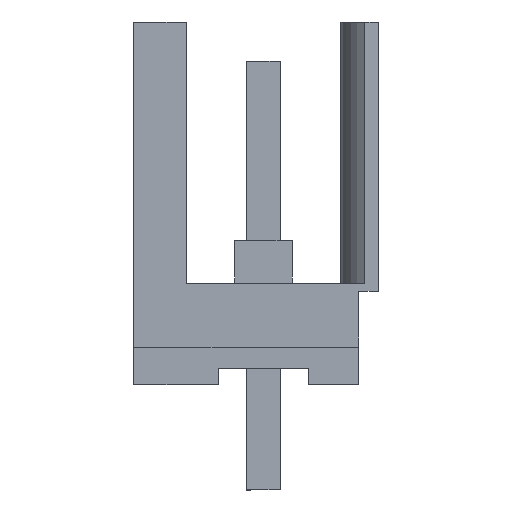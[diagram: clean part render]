
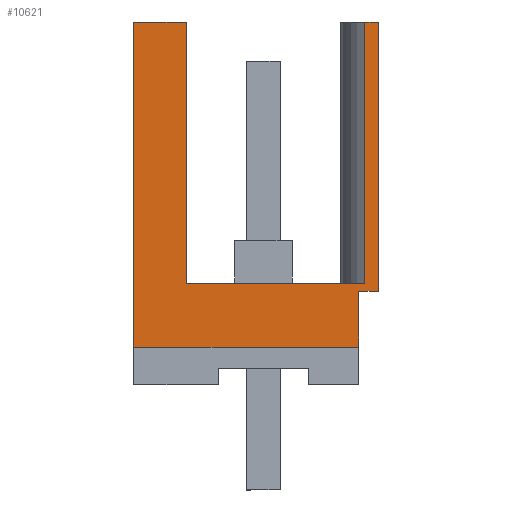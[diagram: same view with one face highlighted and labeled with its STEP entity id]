
A CAD part, left-side view. The second image highlights one B-rep face of the part: STEP entity #10621.
In plain terms, the highlighted planar face has unit normal (-1, 0, 0).
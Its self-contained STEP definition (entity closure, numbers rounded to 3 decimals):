
#10560=AXIS2_PLACEMENT_3D('Plane Axis2P3D',#10557,#10558,#10559) ;
#1797=CARTESIAN_POINT('Vertex',(0.,7.45,4.35)) ;
#1800=CARTESIAN_POINT('Line Origine',(0.,7.45,9.3)) ;
#1804=CARTESIAN_POINT('Vertex',(0.,7.45,14.25)) ;
#2322=CARTESIAN_POINT('Vertex',(0.,0.6,6.05)) ;
#2325=CARTESIAN_POINT('Line Origine',(0.,0.6,5.2)) ;
#2329=CARTESIAN_POINT('Vertex',(0.,0.6,4.35)) ;
#3760=CARTESIAN_POINT('Line Origine',(0.,4.025,4.35)) ;
#10557=CARTESIAN_POINT('Axis2P3D Location',(0.,0.8,6.3)) ;
#10562=CARTESIAN_POINT('Line Origine',(0.,0.3,6.05)) ;
#10566=CARTESIAN_POINT('Vertex',(0.,0.,6.05)) ;
#10569=CARTESIAN_POINT('Line Origine',(0.,0.,10.15)) ;
#10573=CARTESIAN_POINT('Vertex',(0.,0.,14.25)) ;
#10576=CARTESIAN_POINT('Line Origine',(0.,0.206,14.25)) ;
#10580=CARTESIAN_POINT('Vertex',(0.,0.411,14.25)) ;
#10583=CARTESIAN_POINT('Line Origine',(0.,0.411,10.275)) ;
#10587=CARTESIAN_POINT('Vertex',(0.,0.411,6.3)) ;
#10590=CARTESIAN_POINT('Line Origine',(0.,3.131,6.3)) ;
#10594=CARTESIAN_POINT('Vertex',(0.,5.85,6.3)) ;
#10597=CARTESIAN_POINT('Line Origine',(0.,5.85,10.275)) ;
#10601=CARTESIAN_POINT('Vertex',(0.,5.85,14.25)) ;
#10604=CARTESIAN_POINT('Line Origine',(0.,6.65,14.25)) ;
#1801=DIRECTION('Vector Direction',(0.,0.,-1.)) ;
#2326=DIRECTION('Vector Direction',(0.,0.,1.)) ;
#3761=DIRECTION('Vector Direction',(0.,1.,0.)) ;
#10558=DIRECTION('Axis2P3D Direction',(-1.,0.,0.)) ;
#10559=DIRECTION('Axis2P3D XDirection',(0.,-1.,0.)) ;
#10563=DIRECTION('Vector Direction',(0.,-1.,0.)) ;
#10570=DIRECTION('Vector Direction',(0.,0.,-1.)) ;
#10577=DIRECTION('Vector Direction',(0.,-1.,0.)) ;
#10584=DIRECTION('Vector Direction',(0.,0.,1.)) ;
#10591=DIRECTION('Vector Direction',(0.,-1.,0.)) ;
#10598=DIRECTION('Vector Direction',(0.,0.,1.)) ;
#10605=DIRECTION('Vector Direction',(0.,-1.,0.)) ;
#1802=VECTOR('Line Direction',#1801,1.) ;
#2327=VECTOR('Line Direction',#2326,1.) ;
#3762=VECTOR('Line Direction',#3761,1.) ;
#10564=VECTOR('Line Direction',#10563,1.) ;
#10571=VECTOR('Line Direction',#10570,1.) ;
#10578=VECTOR('Line Direction',#10577,1.) ;
#10585=VECTOR('Line Direction',#10584,1.) ;
#10592=VECTOR('Line Direction',#10591,1.) ;
#10599=VECTOR('Line Direction',#10598,1.) ;
#10606=VECTOR('Line Direction',#10605,1.) ;
#10610=ORIENTED_EDGE('',*,*,#2331,.T.) ;
#10611=ORIENTED_EDGE('',*,*,#10568,.T.) ;
#10612=ORIENTED_EDGE('',*,*,#10575,.F.) ;
#10613=ORIENTED_EDGE('',*,*,#10582,.F.) ;
#10614=ORIENTED_EDGE('',*,*,#10589,.F.) ;
#10615=ORIENTED_EDGE('',*,*,#10596,.F.) ;
#10616=ORIENTED_EDGE('',*,*,#10603,.T.) ;
#10617=ORIENTED_EDGE('',*,*,#10608,.F.) ;
#10618=ORIENTED_EDGE('',*,*,#1806,.T.) ;
#10619=ORIENTED_EDGE('',*,*,#3764,.F.) ;
#10621=ADVANCED_FACE('HOUSING',(#10620),#10561,.T.) ;
#1806=EDGE_CURVE('',#1805,#1798,#1803,.T.) ;
#2331=EDGE_CURVE('',#2330,#2323,#2328,.T.) ;
#3764=EDGE_CURVE('',#2330,#1798,#3763,.T.) ;
#10568=EDGE_CURVE('',#2323,#10567,#10565,.T.) ;
#10575=EDGE_CURVE('',#10574,#10567,#10572,.T.) ;
#10582=EDGE_CURVE('',#10581,#10574,#10579,.T.) ;
#10589=EDGE_CURVE('',#10588,#10581,#10586,.T.) ;
#10596=EDGE_CURVE('',#10595,#10588,#10593,.T.) ;
#10603=EDGE_CURVE('',#10595,#10602,#10600,.T.) ;
#10608=EDGE_CURVE('',#1805,#10602,#10607,.T.) ;
#10609=EDGE_LOOP('',(#10610,#10611,#10612,#10613,#10614,#10615,#10616,#10617,#10618,#10619)) ;
#10620=FACE_OUTER_BOUND('',#10609,.T.) ;
#1803=LINE('Line',#1800,#1802) ;
#2328=LINE('Line',#2325,#2327) ;
#3763=LINE('Line',#3760,#3762) ;
#10565=LINE('Line',#10562,#10564) ;
#10572=LINE('Line',#10569,#10571) ;
#10579=LINE('Line',#10576,#10578) ;
#10586=LINE('Line',#10583,#10585) ;
#10593=LINE('Line',#10590,#10592) ;
#10600=LINE('Line',#10597,#10599) ;
#10607=LINE('Line',#10604,#10606) ;
#10561=PLANE('',#10560) ;
#1798=VERTEX_POINT('',#1797) ;
#1805=VERTEX_POINT('',#1804) ;
#2323=VERTEX_POINT('',#2322) ;
#2330=VERTEX_POINT('',#2329) ;
#10567=VERTEX_POINT('',#10566) ;
#10574=VERTEX_POINT('',#10573) ;
#10581=VERTEX_POINT('',#10580) ;
#10588=VERTEX_POINT('',#10587) ;
#10595=VERTEX_POINT('',#10594) ;
#10602=VERTEX_POINT('',#10601) ;
